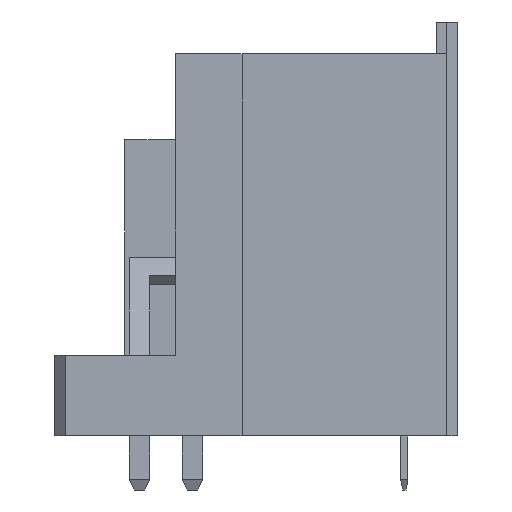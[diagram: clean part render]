
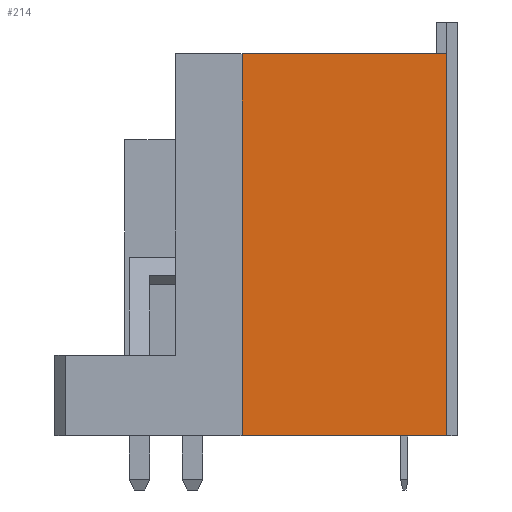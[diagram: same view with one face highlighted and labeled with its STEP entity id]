
A CAD part, left-side view. The second image highlights one B-rep face of the part: STEP entity #214.
In plain terms, the highlighted planar face has unit normal (-1, 0, 0).
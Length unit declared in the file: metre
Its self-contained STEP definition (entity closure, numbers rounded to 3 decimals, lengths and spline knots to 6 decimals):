
#214=ADVANCED_FACE('0:183',(#634),#635,.T.);
#634=FACE_OUTER_BOUND('',#1396,.T.);
#635=PLANE('',#1397);
#1396=EDGE_LOOP('',(#2366,#2367,#2368,#2369,#2370,#2371));
#1397=AXIS2_PLACEMENT_3D('',#2372,#2373,#2374);
#2366=ORIENTED_EDGE('',*,*,#5349,.T.);
#2367=ORIENTED_EDGE('',*,*,#5350,.F.);
#2368=ORIENTED_EDGE('',*,*,#5351,.T.);
#2369=ORIENTED_EDGE('',*,*,#5352,.T.);
#2370=ORIENTED_EDGE('',*,*,#5353,.T.);
#2371=ORIENTED_EDGE('',*,*,#5304,.T.);
#2372=CARTESIAN_POINT('',(-0.089916,0.006604,0.180467));
#2373=DIRECTION('',(-1.,0.0,0.));
#2374=DIRECTION('',(0.,-0.0,1.));
#5304=EDGE_CURVE('0:4463',#6375,#6373,#6376,.T.);
#5349=EDGE_CURVE('0:4445',#6373,#6251,#6447,.T.);
#5350=EDGE_CURVE('0:4453',#6448,#6251,#6449,.T.);
#5351=EDGE_CURVE('0:504',#6448,#6450,#6451,.T.);
#5352=EDGE_CURVE('0:507',#6450,#6452,#6453,.T.);
#5353=EDGE_CURVE('0:510',#6452,#6375,#6454,.T.);
#6251=VERTEX_POINT('',#7902);
#6373=VERTEX_POINT('',#8091);
#6375=VERTEX_POINT('',#8094);
#6376=LINE('',#8095,#8096);
#6447=LINE('',#8211,#8212);
#6448=VERTEX_POINT('',#8213);
#6449=LINE('',#8214,#8215);
#6450=VERTEX_POINT('',#8216);
#6451=LINE('',#8217,#8218);
#6452=VERTEX_POINT('',#8219);
#6453=LINE('',#8220,#8221);
#6454=LINE('',#8222,#8223);
#7902=CARTESIAN_POINT('',(-0.089916,-0.089992,0.180467));
#8091=CARTESIAN_POINT('',(-0.089916,-0.089992,0.000127));
#8094=CARTESIAN_POINT('',(-0.089916,0.006604,0.000127));
#8095=CARTESIAN_POINT('',(-0.089916,0.006604,0.000127));
#8096=VECTOR('',#10624,1.0);
#8211=CARTESIAN_POINT('',(-0.089916,-0.089992,0.187833));
#8212=VECTOR('',#10669,1.0);
#8213=CARTESIAN_POINT('',(-0.089916,0.006604,0.180467));
#8214=CARTESIAN_POINT('',(-0.089916,0.006604,0.180467));
#8215=VECTOR('',#10670,1.0);
#8216=CARTESIAN_POINT('',(-0.089916,0.006604,0.129236));
#8217=CARTESIAN_POINT('',(-0.089916,0.006604,0.180467));
#8218=VECTOR('',#10671,1.0);
#8219=CARTESIAN_POINT('',(-0.089916,0.006604,0.070916));
#8220=CARTESIAN_POINT('',(-0.089916,0.006604,0.129236));
#8221=VECTOR('',#10672,1.0);
#8222=CARTESIAN_POINT('',(-0.089916,0.006604,0.070916));
#8223=VECTOR('',#10673,1.0);
#10624=DIRECTION('',(0.0,-1.0,0.0));
#10669=DIRECTION('',(0.,-0.0,1.));
#10670=DIRECTION('',(0.0,-1.0,0.0));
#10671=DIRECTION('',(0.,0.0,-1.));
#10672=DIRECTION('',(0.0,0.0,-1.0));
#10673=DIRECTION('',(0.,0.0,-1.));
